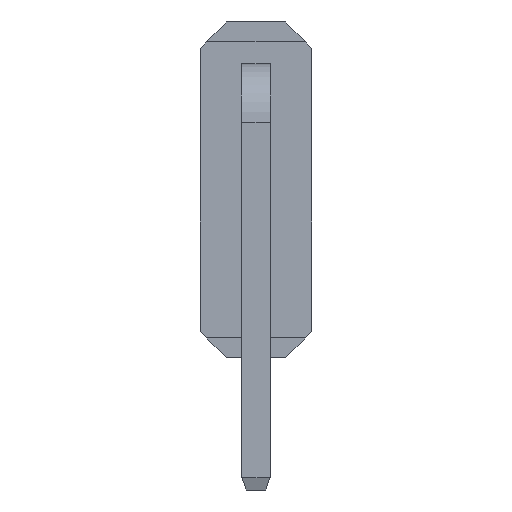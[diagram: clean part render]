
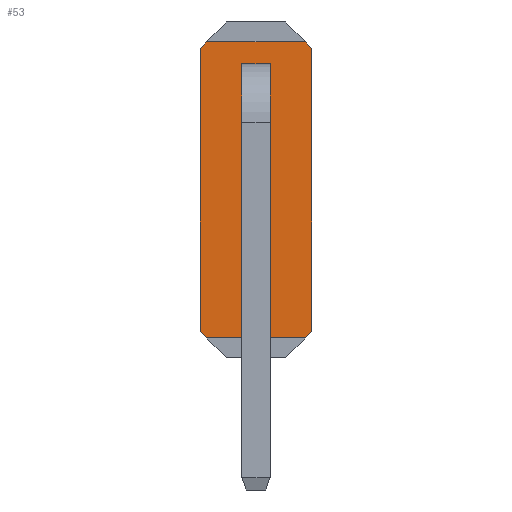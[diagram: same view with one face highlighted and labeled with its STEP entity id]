
A CAD part, front view. The second image highlights one B-rep face of the part: STEP entity #53.
In plain terms, the highlighted planar face has unit normal (0, -1, 0).
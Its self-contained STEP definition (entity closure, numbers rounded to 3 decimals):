
#53=ADVANCED_FACE('',(#845,#847,#849,#851),#853,.T.);
#845=FACE_BOUND('',#846,.T.);
#846=EDGE_LOOP('',(#1473,#1474,#1475,#1476,#1477,#1478,#1479,#1480));
#847=FACE_BOUND('',#848,.T.);
#848=EDGE_LOOP('',(#1481,#1482,#1483,#1484));
#849=FACE_BOUND('',#850,.T.);
#850=EDGE_LOOP('',(#1485,#1486,#1487,#1488));
#851=FACE_BOUND('',#852,.T.);
#852=EDGE_LOOP('',(#1489,#1490,#1491,#1492));
#853=PLANE('',#854);
#854=AXIS2_PLACEMENT_3D('',#855,#856,#857);
#855=CARTESIAN_POINT('',(0.,2.38,0.));
#856=DIRECTION('',(0.,-1.,-0.));
#857=DIRECTION('',(1.,0.,0.));
#1473=ORIENTED_EDGE('',*,*,#1905,.F.);
#1474=ORIENTED_EDGE('',*,*,#1906,.F.);
#1475=ORIENTED_EDGE('',*,*,#1907,.F.);
#1476=ORIENTED_EDGE('',*,*,#1908,.T.);
#1477=ORIENTED_EDGE('',*,*,#1909,.F.);
#1478=ORIENTED_EDGE('',*,*,#1910,.F.);
#1479=ORIENTED_EDGE('',*,*,#1911,.F.);
#1480=ORIENTED_EDGE('',*,*,#1912,.T.);
#1481=ORIENTED_EDGE('',*,*,#1913,.F.);
#1482=ORIENTED_EDGE('',*,*,#1914,.F.);
#1483=ORIENTED_EDGE('',*,*,#1915,.F.);
#1484=ORIENTED_EDGE('',*,*,#1916,.F.);
#1485=ORIENTED_EDGE('',*,*,#1917,.F.);
#1486=ORIENTED_EDGE('',*,*,#1918,.F.);
#1487=ORIENTED_EDGE('',*,*,#1919,.F.);
#1488=ORIENTED_EDGE('',*,*,#1920,.F.);
#1489=ORIENTED_EDGE('',*,*,#1921,.F.);
#1490=ORIENTED_EDGE('',*,*,#1922,.F.);
#1491=ORIENTED_EDGE('',*,*,#1923,.F.);
#1492=ORIENTED_EDGE('',*,*,#1924,.F.);
#1905=EDGE_CURVE('',#2121,#2122,#2123,.T.);
#1906=EDGE_CURVE('',#2124,#2121,#2125,.T.);
#1907=EDGE_CURVE('',#2126,#2124,#2127,.T.);
#1908=EDGE_CURVE('',#2126,#2128,#2129,.T.);
#1909=EDGE_CURVE('',#2130,#2128,#2131,.T.);
#1910=EDGE_CURVE('',#2132,#2130,#2133,.T.);
#1911=EDGE_CURVE('',#2134,#2132,#2135,.T.);
#1912=EDGE_CURVE('',#2134,#2122,#2136,.T.);
#1913=EDGE_CURVE('',#2137,#2138,#2139,.T.);
#1914=EDGE_CURVE('',#2140,#2137,#2141,.T.);
#1915=EDGE_CURVE('',#2142,#2140,#2143,.T.);
#1916=EDGE_CURVE('',#2138,#2142,#2144,.T.);
#1917=EDGE_CURVE('',#2145,#2146,#2147,.T.);
#1918=EDGE_CURVE('',#2148,#2145,#2149,.T.);
#1919=EDGE_CURVE('',#2150,#2148,#2151,.T.);
#1920=EDGE_CURVE('',#2146,#2150,#2152,.T.);
#1921=EDGE_CURVE('',#2153,#2154,#2155,.T.);
#1922=EDGE_CURVE('',#2156,#2153,#2157,.T.);
#1923=EDGE_CURVE('',#2158,#2156,#2159,.T.);
#1924=EDGE_CURVE('',#2154,#2158,#2160,.T.);
#2121=VERTEX_POINT('',#2473);
#2122=VERTEX_POINT('',#2474);
#2123=LINE('',#2475,#2476);
#2124=VERTEX_POINT('',#2478);
#2125=LINE('',#2479,#2480);
#2126=VERTEX_POINT('',#2482);
#2127=LINE('',#2483,#2484);
#2128=VERTEX_POINT('',#2486);
#2129=LINE('',#2487,#2488);
#2130=VERTEX_POINT('',#2490);
#2131=LINE('',#2491,#2492);
#2132=VERTEX_POINT('',#2494);
#2133=LINE('',#2495,#2496);
#2134=VERTEX_POINT('',#2498);
#2135=LINE('',#2499,#2500);
#2136=LINE('',#2502,#2503);
#2137=VERTEX_POINT('',#2505);
#2138=VERTEX_POINT('',#2506);
#2139=LINE('',#2507,#2508);
#2140=VERTEX_POINT('',#2510);
#2141=LINE('',#2511,#2512);
#2142=VERTEX_POINT('',#2514);
#2143=LINE('',#2515,#2516);
#2144=LINE('',#2518,#2519);
#2145=VERTEX_POINT('',#2521);
#2146=VERTEX_POINT('',#2522);
#2147=LINE('',#2523,#2524);
#2148=VERTEX_POINT('',#2526);
#2149=LINE('',#2527,#2528);
#2150=VERTEX_POINT('',#2530);
#2151=LINE('',#2531,#2532);
#2152=LINE('',#2534,#2535);
#2153=VERTEX_POINT('',#2537);
#2154=VERTEX_POINT('',#2538);
#2155=LINE('',#2539,#2540);
#2156=VERTEX_POINT('',#2542);
#2157=LINE('',#2543,#2544);
#2158=VERTEX_POINT('',#2546);
#2159=LINE('',#2547,#2548);
#2160=LINE('',#2550,#2551);
#2473=CARTESIAN_POINT('',(-1.27,2.38,7.02));
#2474=CARTESIAN_POINT('',(-1.12,2.38,7.17));
#2475=CARTESIAN_POINT('',(-1.27,2.38,7.02));
#2476=VECTOR('',#2477,1.);
#2477=DIRECTION('',(0.707,0.,0.707));
#2478=CARTESIAN_POINT('',(-1.27,2.38,0.6));
#2479=CARTESIAN_POINT('',(-1.27,2.38,0.6));
#2480=VECTOR('',#2481,1.);
#2481=DIRECTION('',(0.,0.,1.));
#2482=CARTESIAN_POINT('',(-1.12,2.38,0.45));
#2483=CARTESIAN_POINT('',(-1.12,2.38,0.45));
#2484=VECTOR('',#2485,1.);
#2485=DIRECTION('',(-0.707,0.,0.707));
#2486=CARTESIAN_POINT('',(1.12,2.38,0.45));
#2487=CARTESIAN_POINT('',(-1.12,2.38,0.45));
#2488=VECTOR('',#2489,1.);
#2489=DIRECTION('',(1.,0.,0.));
#2490=CARTESIAN_POINT('',(1.27,2.38,0.6));
#2491=CARTESIAN_POINT('',(1.27,2.38,0.6));
#2492=VECTOR('',#2493,1.);
#2493=DIRECTION('',(-0.707,0.,-0.707));
#2494=CARTESIAN_POINT('',(1.27,2.38,7.02));
#2495=CARTESIAN_POINT('',(1.27,2.38,7.02));
#2496=VECTOR('',#2497,1.);
#2497=DIRECTION('',(0.,0.,-1.));
#2498=CARTESIAN_POINT('',(1.12,2.38,7.17));
#2499=CARTESIAN_POINT('',(1.12,2.38,7.17));
#2500=VECTOR('',#2501,1.);
#2501=DIRECTION('',(0.707,0.,-0.707));
#2502=CARTESIAN_POINT('',(1.12,2.38,7.17));
#2503=VECTOR('',#2504,1.);
#2504=DIRECTION('',(-1.,0.,0.));
#2505=CARTESIAN_POINT('',(0.32,2.38,6.03));
#2506=CARTESIAN_POINT('',(0.32,2.38,6.67));
#2507=CARTESIAN_POINT('',(0.32,2.38,6.03));
#2508=VECTOR('',#2509,1.);
#2509=DIRECTION('',(0.,0.,1.));
#2510=CARTESIAN_POINT('',(-0.32,2.38,6.03));
#2511=CARTESIAN_POINT('',(-0.32,2.38,6.03));
#2512=VECTOR('',#2513,1.);
#2513=DIRECTION('',(1.,0.,0.));
#2514=CARTESIAN_POINT('',(-0.32,2.38,6.67));
#2515=CARTESIAN_POINT('',(-0.32,2.38,6.67));
#2516=VECTOR('',#2517,1.);
#2517=DIRECTION('',(0.,0.,-1.));
#2518=CARTESIAN_POINT('',(0.32,2.38,6.67));
#2519=VECTOR('',#2520,1.);
#2520=DIRECTION('',(-1.,0.,0.));
#2521=CARTESIAN_POINT('',(-0.32,2.38,1.59));
#2522=CARTESIAN_POINT('',(-0.32,2.38,0.95));
#2523=CARTESIAN_POINT('',(-0.32,2.38,1.59));
#2524=VECTOR('',#2525,1.);
#2525=DIRECTION('',(0.,0.,-1.));
#2526=CARTESIAN_POINT('',(0.32,2.38,1.59));
#2527=CARTESIAN_POINT('',(0.32,2.38,1.59));
#2528=VECTOR('',#2529,1.);
#2529=DIRECTION('',(-1.,0.,0.));
#2530=CARTESIAN_POINT('',(0.32,2.38,0.95));
#2531=CARTESIAN_POINT('',(0.32,2.38,0.95));
#2532=VECTOR('',#2533,1.);
#2533=DIRECTION('',(0.,0.,1.));
#2534=CARTESIAN_POINT('',(-0.32,2.38,0.95));
#2535=VECTOR('',#2536,1.);
#2536=DIRECTION('',(1.,0.,0.));
#2537=CARTESIAN_POINT('',(0.32,2.38,3.49));
#2538=CARTESIAN_POINT('',(0.32,2.38,4.13));
#2539=CARTESIAN_POINT('',(0.32,2.38,3.49));
#2540=VECTOR('',#2541,1.);
#2541=DIRECTION('',(0.,0.,1.));
#2542=CARTESIAN_POINT('',(-0.32,2.38,3.49));
#2543=CARTESIAN_POINT('',(-0.32,2.38,3.49));
#2544=VECTOR('',#2545,1.);
#2545=DIRECTION('',(1.,0.,0.));
#2546=CARTESIAN_POINT('',(-0.32,2.38,4.13));
#2547=CARTESIAN_POINT('',(-0.32,2.38,4.13));
#2548=VECTOR('',#2549,1.);
#2549=DIRECTION('',(0.,0.,-1.));
#2550=CARTESIAN_POINT('',(0.32,2.38,4.13));
#2551=VECTOR('',#2552,1.);
#2552=DIRECTION('',(-1.,0.,0.));
